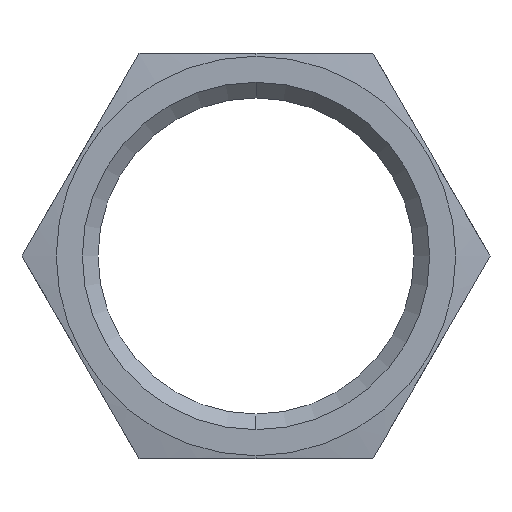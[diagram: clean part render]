
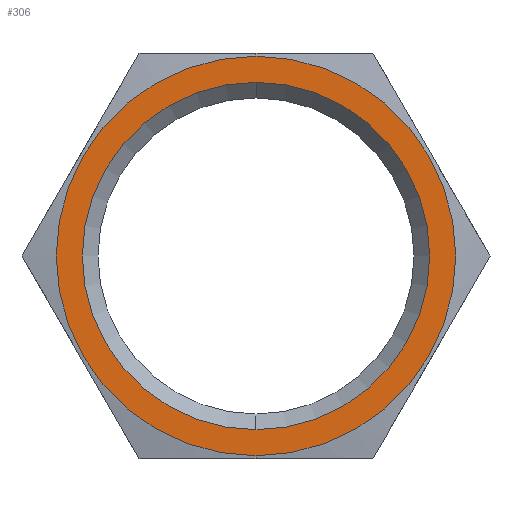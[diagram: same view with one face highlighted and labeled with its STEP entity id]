
A CAD part, left-side view. The second image highlights one B-rep face of the part: STEP entity #306.
In plain terms, the highlighted planar face has unit normal (-1, 0, 0).
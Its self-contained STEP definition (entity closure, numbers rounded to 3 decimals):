
#29 = DIRECTION ( 'NONE',  ( 0., 0., 1. ) ) ;
#31 = DIRECTION ( 'NONE',  ( -1., 0., 0. ) ) ;
#41 = FACE_OUTER_BOUND ( 'NONE', #531, .T. ) ;
#54 = EDGE_CURVE ( 'NONE', #503, #144, #195, .T. ) ;
#64 = AXIS2_PLACEMENT_3D ( 'NONE', #324, #31, #29 ) ;
#67 = EDGE_CURVE ( 'NONE', #144, #503, #285, .T. ) ;
#90 = AXIS2_PLACEMENT_3D ( 'NONE', #333, #478, #633 ) ;
#138 = DIRECTION ( 'NONE',  ( -1., 0., 0. ) ) ;
#144 = VERTEX_POINT ( 'NONE', #570 ) ;
#145 = PLANE ( 'NONE',  #90 ) ;
#150 = CARTESIAN_POINT ( 'NONE',  ( 0., 0., 0. ) ) ;
#160 = CARTESIAN_POINT ( 'NONE',  ( 0., 0., -6. ) ) ;
#195 = CIRCLE ( 'NONE', #64, 6. ) ;
#196 = DIRECTION ( 'NONE',  ( -1., 0., 0. ) ) ;
#228 = VERTEX_POINT ( 'NONE', #427 ) ;
#247 = ORIENTED_EDGE ( 'NONE', *, *, #54, .F. ) ;
#250 = CARTESIAN_POINT ( 'NONE',  ( 0., 0., -6.9 ) ) ;
#255 = EDGE_CURVE ( 'NONE', #228, #419, #343, .T. ) ;
#282 = DIRECTION ( 'NONE',  ( 0., 0., 1. ) ) ;
#285 = CIRCLE ( 'NONE', #288, 6. ) ;
#288 = AXIS2_PLACEMENT_3D ( 'NONE', #372, #138, #328 ) ;
#306 = ADVANCED_FACE ( 'PLANAR_0', ( #585, #41 ), #145, .F. ) ;
#324 = CARTESIAN_POINT ( 'NONE',  ( 0., 0., 0. ) ) ;
#327 = AXIS2_PLACEMENT_3D ( 'NONE', #150, #342, #535 ) ;
#328 = DIRECTION ( 'NONE',  ( 0., 0., 1. ) ) ;
#333 = CARTESIAN_POINT ( 'NONE',  ( 0., 0., 0. ) ) ;
#340 = CARTESIAN_POINT ( 'NONE',  ( 0., 0., 0. ) ) ;
#342 = DIRECTION ( 'NONE',  ( -1., 0., 0. ) ) ;
#343 = CIRCLE ( 'NONE', #348, 6.9 ) ;
#348 = AXIS2_PLACEMENT_3D ( 'NONE', #340, #196, #282 ) ;
#372 = CARTESIAN_POINT ( 'NONE',  ( 0., 0., 0. ) ) ;
#376 = ORIENTED_EDGE ( 'NONE', *, *, #255, .T. ) ;
#385 = EDGE_CURVE ( 'NONE', #419, #228, #502, .T. ) ;
#399 = ORIENTED_EDGE ( 'NONE', *, *, #67, .F. ) ;
#419 = VERTEX_POINT ( 'NONE', #250 ) ;
#427 = CARTESIAN_POINT ( 'NONE',  ( 0., 0., 6.9 ) ) ;
#478 = DIRECTION ( 'NONE',  ( 1., 0., 0. ) ) ;
#502 = CIRCLE ( 'NONE', #327, 6.9 ) ;
#503 = VERTEX_POINT ( 'NONE', #160 ) ;
#531 = EDGE_LOOP ( 'NONE', ( #537, #376 ) ) ;
#535 = DIRECTION ( 'NONE',  ( 0., 0., 1. ) ) ;
#537 = ORIENTED_EDGE ( 'NONE', *, *, #385, .T. ) ;
#570 = CARTESIAN_POINT ( 'NONE',  ( 0., 0., 6. ) ) ;
#585 = FACE_BOUND ( 'NONE', #602, .T. ) ;
#602 = EDGE_LOOP ( 'NONE', ( #399, #247 ) ) ;
#633 = DIRECTION ( 'NONE',  ( 0., 0., -1. ) ) ;
